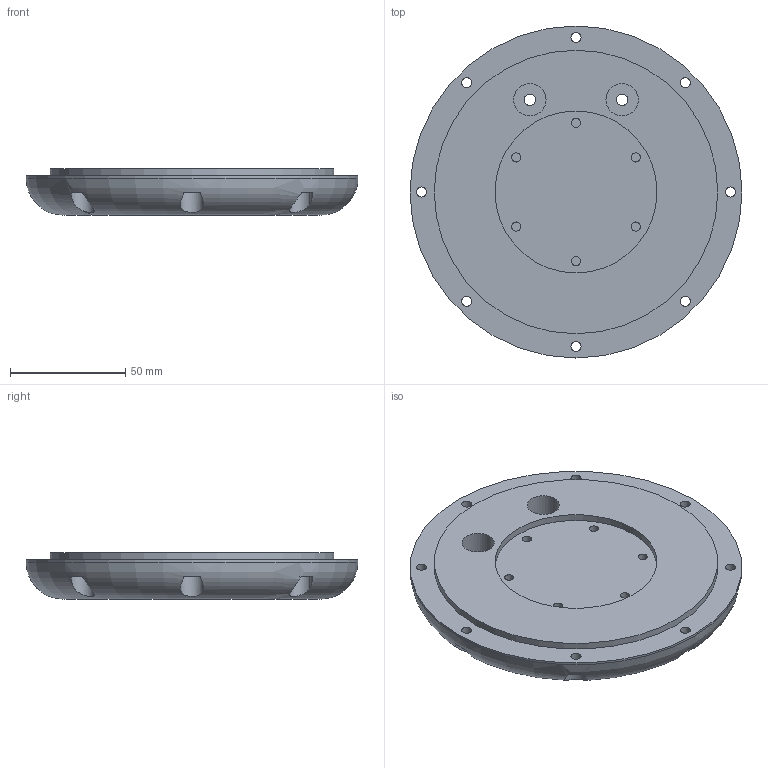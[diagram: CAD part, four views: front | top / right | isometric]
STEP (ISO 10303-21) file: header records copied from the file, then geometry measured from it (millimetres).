
FILE_DESCRIPTION(('FreeCAD Model'),'2;1');
FILE_NAME('F144_BP.step', '2016-11-30T23:38:20',('Author'),(''), 'Open CASCADE STEP processor 6.8','FreeCAD','Unknown');
FILE_SCHEMA(('AUTOMOTIVE_DESIGN_CC2 { 1 2 10303 214 -1 1 5 4 }'));
Length unit declared in the file: millimetre
Products named in the file (2): ASSEMBLY; Pocket008
Assembly tree (1 placements, depth 2):
  ASSEMBLY
    Pocket008
Bounding box: 144 x 144 x 20 mm (x, y, z)
Volume: 264829.7 mm3; surface area: 42748.3 mm2
Topology: 1 solids, 1 shells, 72 faces, 137 edges, 91 vertices
Faces by surface type: cylinder 44, plane 27, torus 1
Full cylindrical faces by diameter (mm): 3 x4, 4 x6, 4.4 x8, 5 x2, 14 x4, 60 x1, 70.2 x1, 123 x1, 144 x1
Entity records: 7958 total; most frequent: CARTESIAN_POINT 5131, DIRECTION 520, ORIENTED_EDGE 274, PCURVE 274, DEFINITIONAL_REPRESENTATION 274, LINE 191, VECTOR 191, AXIS2_PLACEMENT_3D 158
